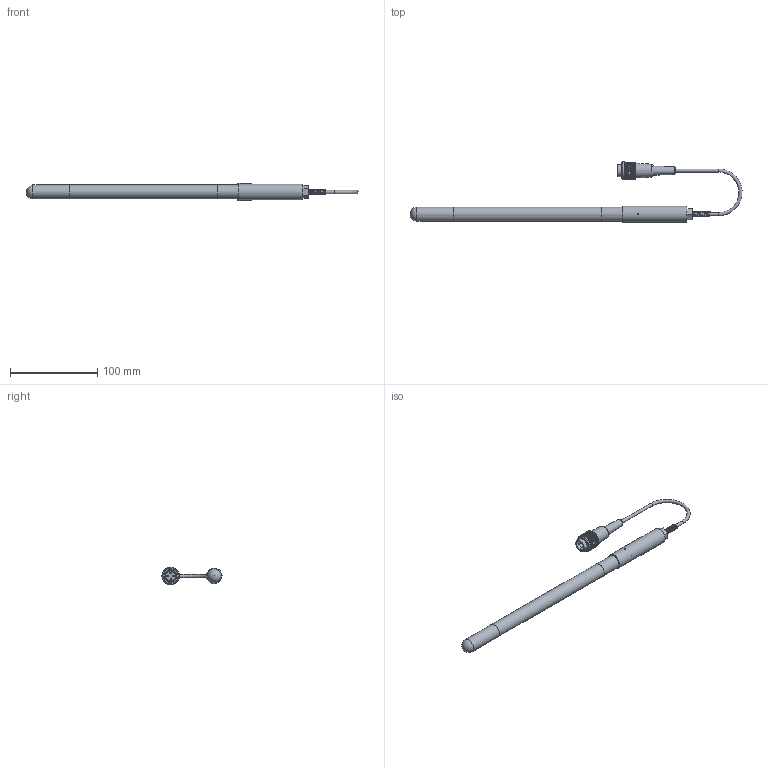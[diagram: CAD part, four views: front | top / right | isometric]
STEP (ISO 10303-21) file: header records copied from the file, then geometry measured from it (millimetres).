
FILE_DESCRIPTION(/* description */ (''),/* implementation_level */ '2;1');
FILE_NAME(/* name */ '1610 8220_XS8G-220_320L10.stp',/* time_stamp */ '2025-03-06T14:31:22+01:00',/* author */ ('kuttig'),/* organization */ (''),/* preprocessor_version */ 'ST-DEVELOPER v16.13',/* originating_system */ 'Autodesk Inventor 2018',/* authorisation */ '');
FILE_SCHEMA (('AUTOMOTIVE_DESIGN { 1 0 10303 214 3 1 1 }'));
Length unit declared in the file: millimetre
Products named in the file (1): 1610 8220_XS8G-220_320L10_Shrinkwrap_1
Bounding box: 381.19 x 68.95 x 19.9 mm (x, y, z)
Volume: 72136.5 mm3; surface area: 34471.8 mm2
Topology: 10 solids, 10 shells, 434 faces, 1161 edges, 759 vertices
Faces by surface type: plane 354, cylinder 43, cone 20, bspline 7, torus 5, sphere 5
Full cylindrical faces by diameter (mm): 1 x2, 1.49 x3, 1.5 x2, 2.459 x1, 3 x1, 3.7 x2, 5.917 x3, 6.3 x1, 7 x2, 9 x1, 10 x1, 10.2 x1, 13.6 x1, 13.9 x1, 14 x1, 14.918 x1, 16 x3, 17.1 x1, 18 x1, 19.9 x1
Entity records: 17833 total; most frequent: CARTESIAN_POINT 6571, DIRECTION 2288, ORIENTED_EDGE 2154, EDGE_CURVE 1077, AXIS2_PLACEMENT_3D 801, VERTEX_POINT 734, LINE 686, VECTOR 686
